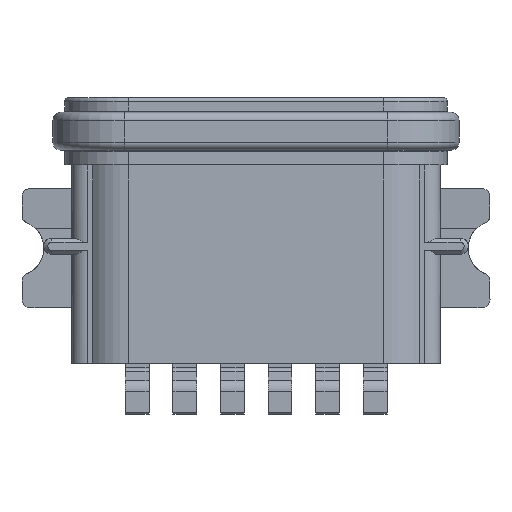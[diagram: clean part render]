
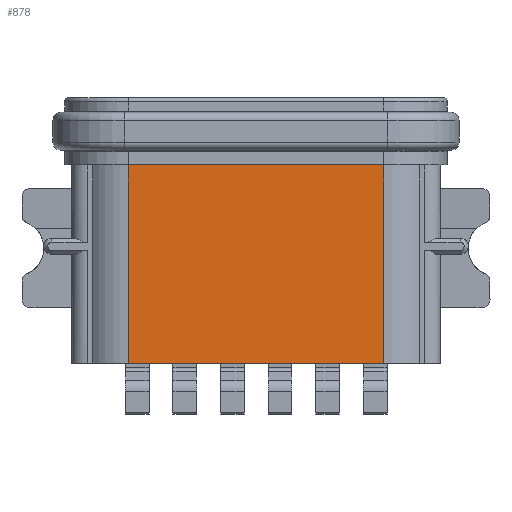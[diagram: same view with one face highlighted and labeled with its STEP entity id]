
A CAD part, front view. The second image highlights one B-rep face of the part: STEP entity #878.
In plain terms, the highlighted planar face has unit normal (0, -1, 0).
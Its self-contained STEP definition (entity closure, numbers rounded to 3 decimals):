
#878=ADVANCED_FACE('',(#2166),#1581,.F.);
#1581=PLANE('',#14449);
#2166=FACE_OUTER_BOUND('',#2914,.T.);
#2914=EDGE_LOOP('',(#4169,#4170,#4171,#4172));
#4169=ORIENTED_EDGE('',*,*,#9320,.F.);
#4170=ORIENTED_EDGE('',*,*,#9071,.F.);
#4171=ORIENTED_EDGE('',*,*,#9319,.F.);
#4172=ORIENTED_EDGE('',*,*,#9101,.T.);
#7727=VERTEX_POINT('',#19271);
#7728=VERTEX_POINT('',#19273);
#7755=VERTEX_POINT('',#19330);
#7756=VERTEX_POINT('',#19332);
#9071=EDGE_CURVE('',#7727,#7728,#11088,.T.);
#9101=EDGE_CURVE('',#7756,#7755,#11106,.T.);
#9319=EDGE_CURVE('',#7756,#7727,#11251,.T.);
#9320=EDGE_CURVE('',#7728,#7755,#11252,.T.);
#11088=LINE('',#19272,#12690);
#11106=LINE('',#19331,#12708);
#11251=LINE('',#19776,#12853);
#11252=LINE('',#19778,#12854);
#12690=VECTOR('',#15450,1.);
#12708=VECTOR('',#15494,1.);
#12853=VECTOR('',#15971,1.);
#12854=VECTOR('',#15974,1.);
#14449=AXIS2_PLACEMENT_3D('',#19779,#15975,#15976);
#15450=DIRECTION('',(-1.,0.,0.));
#15494=DIRECTION('',(-1.,0.,0.));
#15971=DIRECTION('',(0.,0.,-1.));
#15974=DIRECTION('',(0.,0.,1.));
#15975=DIRECTION('',(0.,1.,0.));
#15976=DIRECTION('',(-1.,0.,0.));
#19271=CARTESIAN_POINT('',(-210.273,-32.397,37.192));
#19272=CARTESIAN_POINT('',(-210.273,-32.397,37.192));
#19273=CARTESIAN_POINT('',(-216.713,-32.397,37.192));
#19330=CARTESIAN_POINT('',(-216.713,-32.397,42.192));
#19331=CARTESIAN_POINT('',(-210.273,-32.397,42.192));
#19332=CARTESIAN_POINT('',(-210.273,-32.397,42.192));
#19776=CARTESIAN_POINT('',(-210.273,-32.397,42.192));
#19778=CARTESIAN_POINT('',(-216.713,-32.397,37.192));
#19779=CARTESIAN_POINT('',(-216.841,-32.397,37.112));
